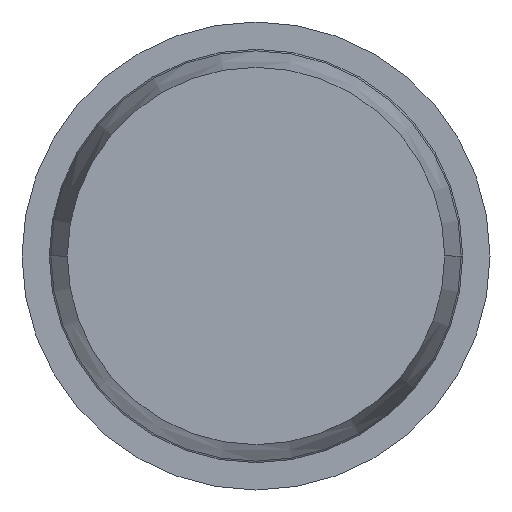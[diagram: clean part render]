
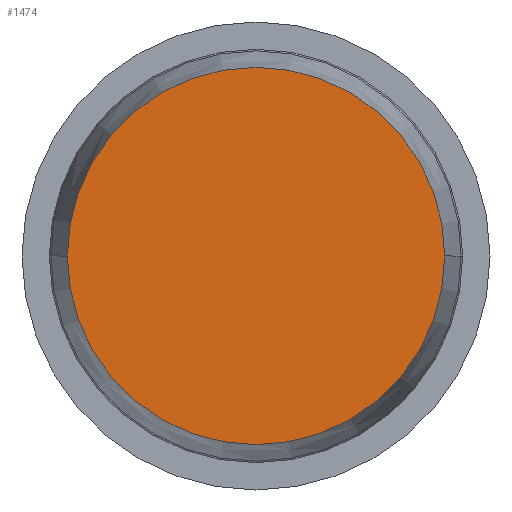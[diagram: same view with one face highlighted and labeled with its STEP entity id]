
A CAD part, front view. The second image highlights one B-rep face of the part: STEP entity #1474.
In plain terms, the highlighted planar face has unit normal (0, -1, 0).
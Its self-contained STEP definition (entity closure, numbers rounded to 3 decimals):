
#64 = DIRECTION ( 'NONE',  ( 0., -1., 0. ) ) ;
#345 = CARTESIAN_POINT ( 'NONE',  ( 1.209, -19., 0. ) ) ;
#532 = CIRCLE ( 'NONE', #718, 1.209 ) ;
#633 = EDGE_CURVE ( 'Defeature ausgef�hrt1_2+Defeature ausgef�hrt1_11+Defeature ausgef�hrt1_11+Defeature ausgef�hrt1_11', #4065, #749, #532, .T. ) ;
#718 = AXIS2_PLACEMENT_3D ( 'NONE', #2946, #64, #1870 ) ;
#749 = VERTEX_POINT ( 'NONE', #345 ) ;
#861 = FACE_OUTER_BOUND ( 'NONE', #1775, .T. ) ;
#1067 = ORIENTED_EDGE ( 'NONE', *, *, #2935, .T. ) ;
#1126 = CARTESIAN_POINT ( 'NONE',  ( 0., -19., 0. ) ) ;
#1474 = ADVANCED_FACE ( 'Defeature ausgef�hrt1_2', ( #861 ), #2810, .T. ) ;
#1775 = EDGE_LOOP ( 'NONE', ( #4388, #1067 ) ) ;
#1870 = DIRECTION ( 'NONE',  ( 1., 0., 0. ) ) ;
#2113 = CARTESIAN_POINT ( 'NONE',  ( 0., -19., 0. ) ) ;
#2255 = DIRECTION ( 'NONE',  ( 0., -1., 0. ) ) ;
#2256 = CIRCLE ( 'NONE', #2631, 1.209 ) ;
#2631 = AXIS2_PLACEMENT_3D ( 'NONE', #1126, #2255, #2944 ) ;
#2794 = DIRECTION ( 'NONE',  ( 0., -1., 0. ) ) ;
#2810 = PLANE ( 'NONE',  #3723 ) ;
#2935 = EDGE_CURVE ( 'Defeature ausgef�hrt1_2+Defeature ausgef�hrt1_11+Defeature ausgef�hrt1_11+Defeature ausgef�hrt1_11', #749, #4065, #2256, .T. ) ;
#2944 = DIRECTION ( 'NONE',  ( 1., 0., 0. ) ) ;
#2946 = CARTESIAN_POINT ( 'NONE',  ( 0., -19., 0. ) ) ;
#2993 = CARTESIAN_POINT ( 'NONE',  ( -1.209, -19., 0. ) ) ;
#3723 = AXIS2_PLACEMENT_3D ( 'NONE', #2113, #2794, #4657 ) ;
#4065 = VERTEX_POINT ( 'NONE', #2993 ) ;
#4388 = ORIENTED_EDGE ( 'NONE', *, *, #633, .T. ) ;
#4657 = DIRECTION ( 'NONE',  ( 1., 0., 0. ) ) ;
